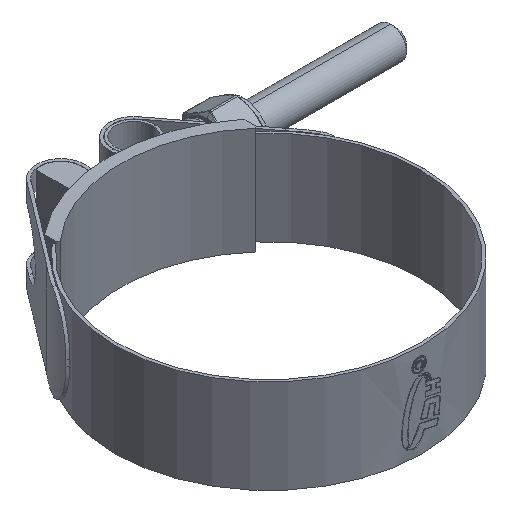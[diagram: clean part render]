
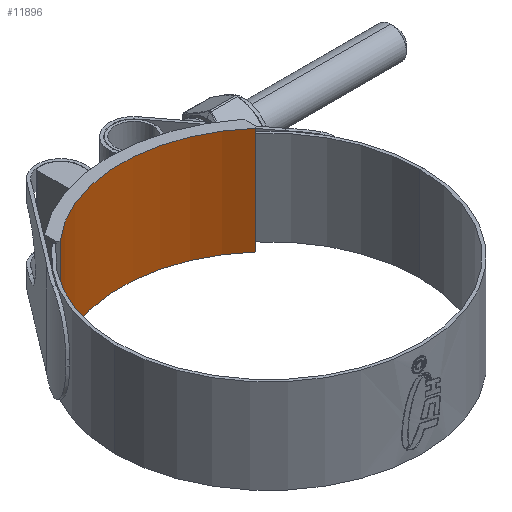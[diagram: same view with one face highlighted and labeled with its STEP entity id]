
A CAD part, isometric view. The second image highlights one B-rep face of the part: STEP entity #11896.
In plain terms, the highlighted cylindrical face has radius 30.39 mm (diameter 60.78 mm), a partial arc.
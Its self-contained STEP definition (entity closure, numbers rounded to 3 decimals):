
#206 = AXIS2_PLACEMENT_3D ( 'NONE', #7598, #7282, #9749 ) ;
#669 = CYLINDRICAL_SURFACE ( 'NONE', #206, 30.39 ) ;
#844 = DIRECTION ( 'NONE',  ( 1., 0., 0. ) ) ;
#973 = VERTEX_POINT ( 'NONE', #3437 ) ;
#1277 = LINE ( 'NONE', #9087, #12221 ) ;
#1347 = DIRECTION ( 'NONE',  ( 0., 0., 1. ) ) ;
#2182 = AXIS2_PLACEMENT_3D ( 'NONE', #13249, #7915, #844 ) ;
#2602 = VERTEX_POINT ( 'NONE', #5766 ) ;
#2611 = CARTESIAN_POINT ( 'NONE',  ( -20.097, 22.796, 10.39 ) ) ;
#2795 = CARTESIAN_POINT ( 'NONE',  ( -20.097, 22.796, 11. ) ) ;
#3437 = CARTESIAN_POINT ( 'NONE',  ( 20.097, 22.796, 11. ) ) ;
#3938 = ORIENTED_EDGE ( 'NONE', *, *, #9527, .T. ) ;
#4645 = DIRECTION ( 'NONE',  ( 1., 0., 0. ) ) ;
#5544 = AXIS2_PLACEMENT_3D ( 'NONE', #5911, #5692, #4645 ) ;
#5692 = DIRECTION ( 'NONE',  ( 0., 0., -1. ) ) ;
#5766 = CARTESIAN_POINT ( 'NONE',  ( -20.097, 22.796, -11. ) ) ;
#5911 = CARTESIAN_POINT ( 'NONE',  ( 0., 0., 11. ) ) ;
#6762 = ORIENTED_EDGE ( 'NONE', *, *, #7220, .F. ) ;
#6924 = ORIENTED_EDGE ( 'NONE', *, *, #8772, .F. ) ;
#7220 = EDGE_CURVE ( 'NONE', #13029, #2602, #8351, .T. ) ;
#7282 = DIRECTION ( 'NONE',  ( 0., 0., 1. ) ) ;
#7598 = CARTESIAN_POINT ( 'NONE',  ( 0., 0., 10.39 ) ) ;
#7698 = CIRCLE ( 'NONE', #5544, 30.39 ) ;
#7894 = EDGE_LOOP ( 'NONE', ( #6924, #8849, #6762, #3938 ) ) ;
#7915 = DIRECTION ( 'NONE',  ( 0., 0., 1. ) ) ;
#8351 = CIRCLE ( 'NONE', #2182, 30.39 ) ;
#8558 = FACE_OUTER_BOUND ( 'NONE', #7894, .T. ) ;
#8672 = VERTEX_POINT ( 'NONE', #2795 ) ;
#8772 = EDGE_CURVE ( 'NONE', #8672, #973, #7698, .T. ) ;
#8849 = ORIENTED_EDGE ( 'NONE', *, *, #9949, .F. ) ;
#9087 = CARTESIAN_POINT ( 'NONE',  ( 20.097, 22.796, 10.39 ) ) ;
#9527 = EDGE_CURVE ( 'NONE', #13029, #973, #1277, .T. ) ;
#9749 = DIRECTION ( 'NONE',  ( 1., 0., 0. ) ) ;
#9775 = CARTESIAN_POINT ( 'NONE',  ( 20.097, 22.796, -11. ) ) ;
#9949 = EDGE_CURVE ( 'NONE', #2602, #8672, #11406, .T. ) ;
#10335 = VECTOR ( 'NONE', #14101, 1000. ) ;
#11406 = LINE ( 'NONE', #2611, #10335 ) ;
#11896 = ADVANCED_FACE ( 'NONE', ( #8558 ), #669, .F. ) ;
#12221 = VECTOR ( 'NONE', #1347, 1000. ) ;
#13029 = VERTEX_POINT ( 'NONE', #9775 ) ;
#13249 = CARTESIAN_POINT ( 'NONE',  ( 0., 0., -11. ) ) ;
#14101 = DIRECTION ( 'NONE',  ( 0., 0., 1. ) ) ;
